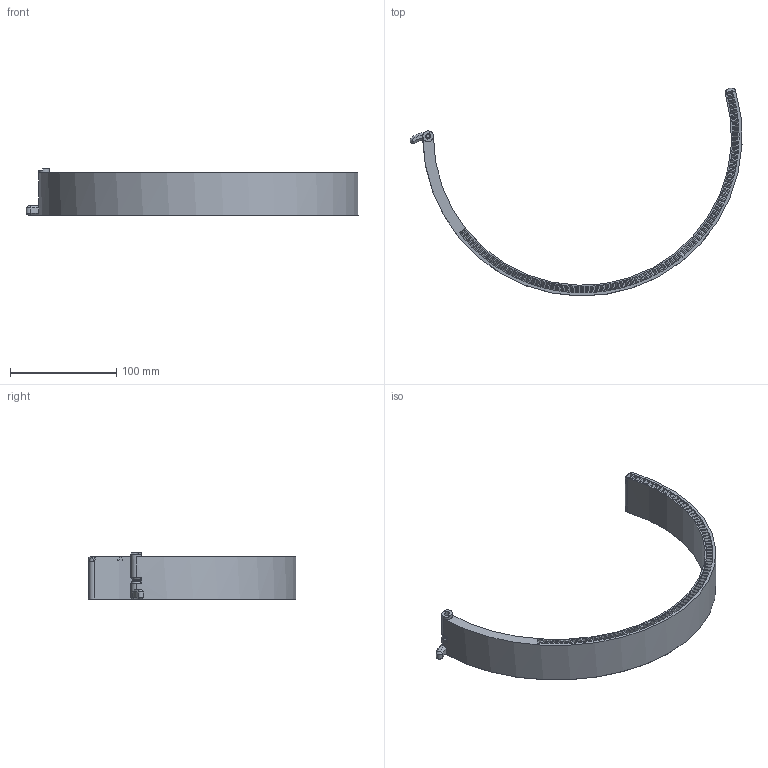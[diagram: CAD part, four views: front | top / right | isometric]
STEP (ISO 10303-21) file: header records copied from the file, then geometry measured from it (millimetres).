
FILE_DESCRIPTION(('FreeCAD Model'),'2;1');
FILE_NAME('Open CASCADE Shape Model','2025-06-18T18:04:04',(''),(''), 'Open CASCADE STEP processor 7.8','FreeCAD','Unknown');
FILE_SCHEMA(('AUTOMOTIVE_DESIGN { 1 0 10303 214 1 1 1 1 }'));
Length unit declared in the file: millimetre
Products named in the file (1): 2-rotor-unibody
Bounding box: 311.78 x 195.28 x 44 mm (x, y, z)
Volume: 197629.5 mm3; surface area: 55987.4 mm2
Topology: 1 solids, 3 shells, 659 faces, 1693 edges, 1125 vertices
Faces by surface type: plane 277, cone 192, bspline 174, cylinder 16
Full cylindrical faces by diameter (mm): 3.4 x2, 4.6 x2, 10 x1
Entity records: 20212 total; most frequent: CARTESIAN_POINT 5277, ORIENTED_EDGE 3386, DIRECTION 2554, EDGE_CURVE 1693, VERTEX_POINT 1125, AXIS2_PLACEMENT_3D 911, FACE_BOUND 748, EDGE_LOOP 748
